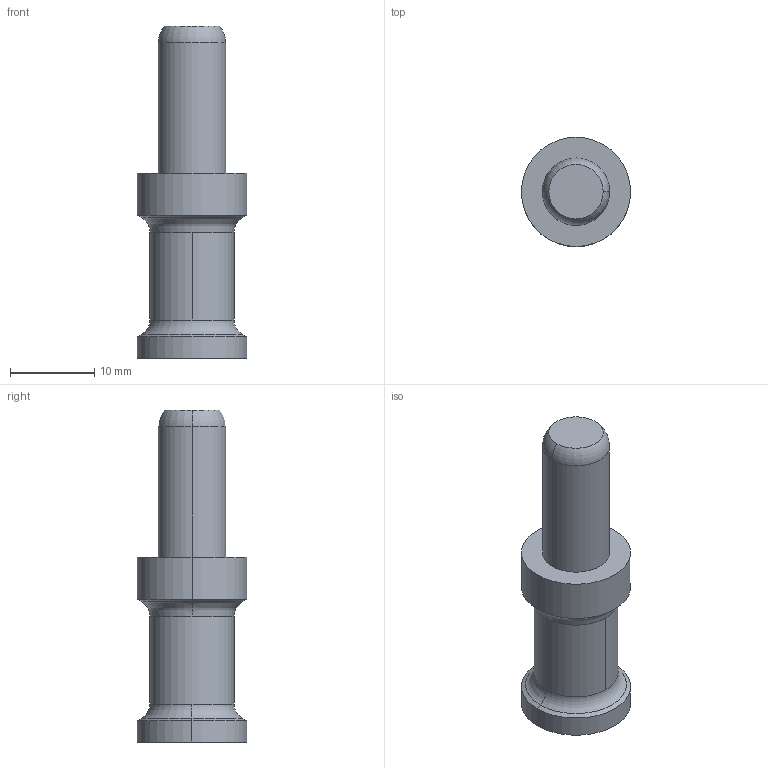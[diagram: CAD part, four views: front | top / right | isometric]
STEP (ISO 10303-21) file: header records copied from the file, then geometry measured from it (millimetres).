
FILE_DESCRIPTION(('Creo Elements/Direct Modeling STEP Export'),'2;1');
FILE_NAME('CGMA 25.stp','2011-11-04T12:15:06',(''),(''),'Creo Elements/Direct Modeling STEP processor for AP214 (Solid Model)','Creo Elements/Direct Modeling 17.0C 05-Feb-2011 (C) Parametric Technology GmbH','');
FILE_SCHEMA(('AUTOMOTIVE_DESIGN { 1 0 10303 214 1 1 1 1 }'));
Length unit declared in the file: millimetre
Products named in the file (2): CGMA_25
Assembly tree (1 placements, depth 2):
  CGMA_25
    CGMA_25
Bounding box: 13 x 13 x 39.5 mm (x, y, z)
Volume: 2380.6 mm3; surface area: 1834.8 mm2
Topology: 1 solids, 1 shells, 27 faces, 58 edges, 33 vertices
Faces by surface type: cylinder 10, cone 8, torus 6, plane 3
Entity records: 669 total; most frequent: DIRECTION 112, ORIENTED_EDGE 112, CARTESIAN_POINT 98, EDGE_CURVE 56, AXIS2_PLACEMENT_3D 47, VERTEX_POINT 33, EDGE_LOOP 29, FACE_OUTER_BOUND 27
